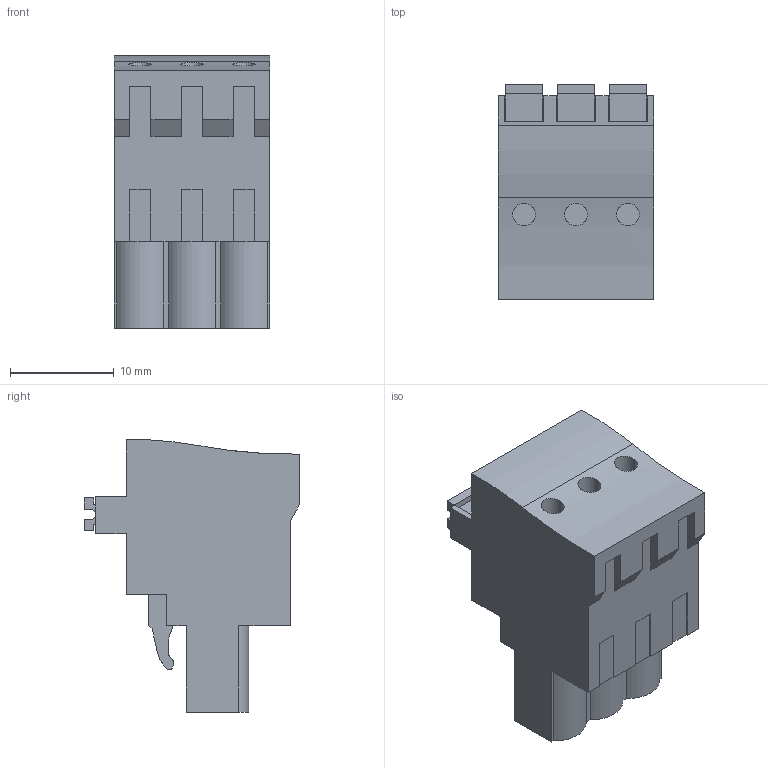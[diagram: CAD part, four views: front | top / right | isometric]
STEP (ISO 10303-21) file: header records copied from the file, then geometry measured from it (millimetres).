
FILE_DESCRIPTION(('CATIA V5 STEP Exchange','CAx-IF Rec.Pracs.--- Model Styling and Organization---1.2---2011-12-15'),'2;1');
FILE_NAME ('D1461060_0_1980180000_1980180000.stp','2017-09-23T15:08:37+00:00',('none'),('Weidmueller'),'CATIA Version 5-6 Release 2014','CATIA V5 STEP AP214','none');
FILE_SCHEMA(('AUTOMOTIVE_DESIGN { 1 0 10303 214 1 1 1 1 }'));
Length unit declared in the file: millimetre
Products named in the file (1): 1980180000
Bounding box: 15 x 20.79 x 26.24 mm (x, y, z)
Volume: 4578.7 mm3; surface area: 2577.2 mm2
Topology: 4 solids, 4 shells, 227 faces, 631 edges, 424 vertices
Faces by surface type: plane 183, cylinder 36, extrusion 8
Entity records: 7072 total; most frequent: CARTESIAN_POINT 1464, ORIENTED_EDGE 1262, DIRECTION 947, EDGE_CURVE 631, VECTOR 537, LINE 529, VERTEX_POINT 424, AXIS2_PLACEMENT_3D 240
